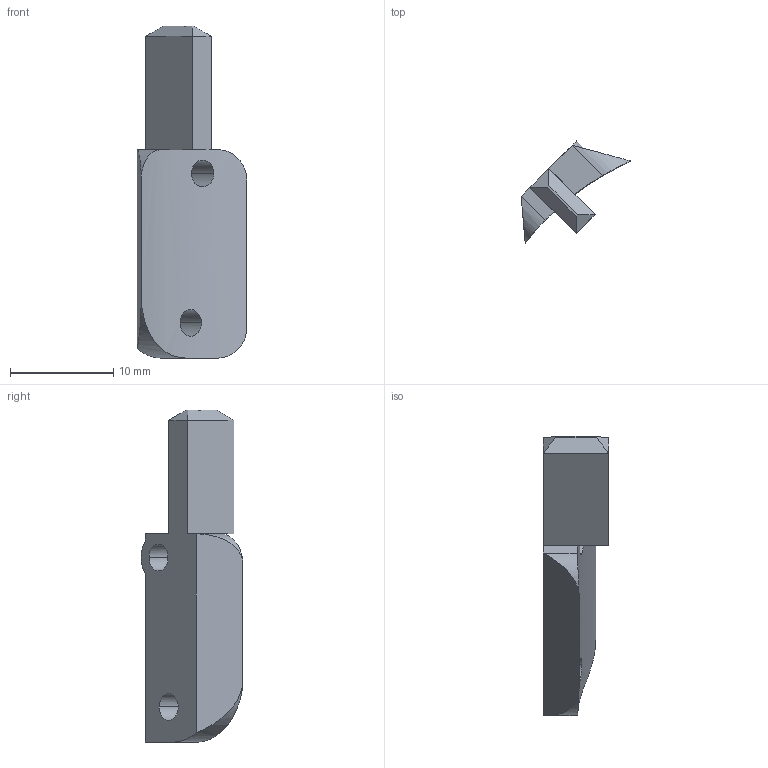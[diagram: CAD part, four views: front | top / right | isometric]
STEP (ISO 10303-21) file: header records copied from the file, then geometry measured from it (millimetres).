
FILE_DESCRIPTION (( 'STEP AP214' ), '1' );
FILE_NAME ('Trigger.STEP', '2021-07-03T02:12:33', ( '' ), ( '' ), 'SwSTEP 2.0', 'SolidWorks 2018', '' );
FILE_SCHEMA (( 'AUTOMOTIVE_DESIGN' ));
Length unit declared in the file: millimetre
Products named in the file (1): Trigger
Bounding box: 10.65 x 9.88 x 32.2 mm (x, y, z)
Volume: 857.3 mm3; surface area: 913.4 mm2
Topology: 1 solids, 1 shells, 25 faces, 60 edges, 37 vertices
Faces by surface type: plane 15, cylinder 10
Entity records: 896 total; most frequent: CARTESIAN_POINT 296, ORIENTED_EDGE 120, DIRECTION 109, EDGE_CURVE 60, LINE 37, VERTEX_POINT 37, VECTOR 37, AXIS2_PLACEMENT_3D 36
